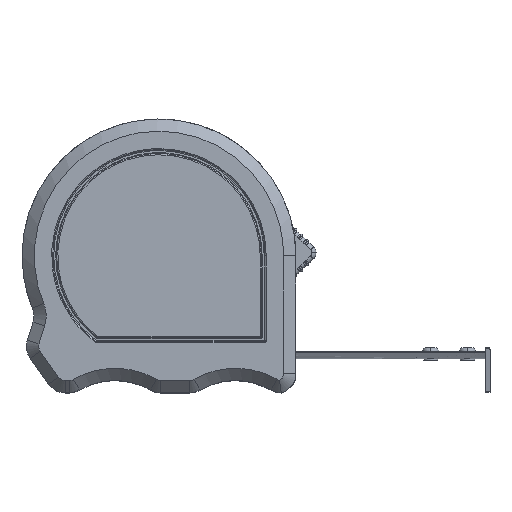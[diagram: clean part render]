
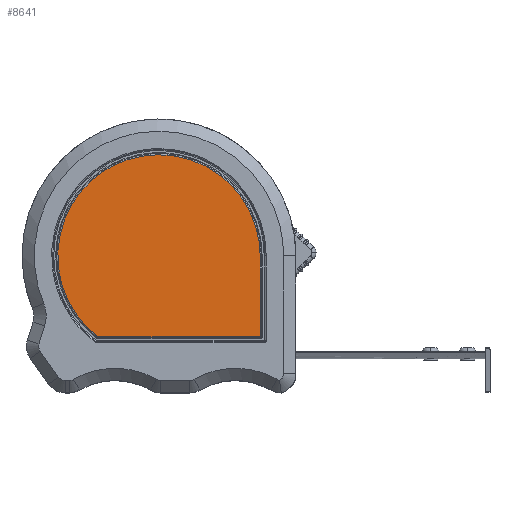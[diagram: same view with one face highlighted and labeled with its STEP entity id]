
A CAD part, top view. The second image highlights one B-rep face of the part: STEP entity #8641.
In plain terms, the highlighted free-form (B-spline) face has degree [1, 1] with [2, 2] control points.
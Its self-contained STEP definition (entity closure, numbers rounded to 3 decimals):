
#8641 = ADVANCED_FACE('',(#8642),#8668,.F.);
#8642 = FACE_BOUND('',#8643,.T.);
#8643 = EDGE_LOOP('',(#8644,#8653,#8660));
#8644 = ORIENTED_EDGE('',*,*,#8645,.F.);
#8645 = EDGE_CURVE('',#8646,#8648,#8650,.T.);
#8646 = VERTEX_POINT('',#8647);
#8647 = CARTESIAN_POINT('',(33.917,-27.065,
    19.185));
#8648 = VERTEX_POINT('',#8649);
#8649 = CARTESIAN_POINT('',(-20.441,-27.065,
    19.185));
#8650 = B_SPLINE_CURVE_WITH_KNOTS('',1,(#8651,#8652),.UNSPECIFIED.,.F.,
  .F.,(2,2),(-39.75,-0.084),.PIECEWISE_BEZIER_KNOTS.);
#8651 = CARTESIAN_POINT('',(33.917,-27.065,
    19.185));
#8652 = CARTESIAN_POINT('',(-20.441,-27.065,
    19.185));
#8653 = ORIENTED_EDGE('',*,*,#8654,.F.);
#8654 = EDGE_CURVE('',#8655,#8646,#8657,.T.);
#8655 = VERTEX_POINT('',#8656);
#8656 = CARTESIAN_POINT('',(33.917,0.,
    19.185));
#8657 = B_SPLINE_CURVE_WITH_KNOTS('',1,(#8658,#8659),.UNSPECIFIED.,.F.,
  .F.,(2,2),(-20.,-0.25),.PIECEWISE_BEZIER_KNOTS.);
#8658 = CARTESIAN_POINT('',(33.917,0.,
    19.185));
#8659 = CARTESIAN_POINT('',(33.917,-27.065,
    19.185));
#8660 = ORIENTED_EDGE('',*,*,#8661,.F.);
#8661 = EDGE_CURVE('',#8648,#8655,#8662,.T.);
#8662 = ( BOUNDED_CURVE() B_SPLINE_CURVE(2,(#8663,#8664,#8665,#8666,
#8667),.UNSPECIFIED.,.F.,.F.) B_SPLINE_CURVE_WITH_KNOTS((3,2,3),(
    2.218,4.25,6.283),
.PIECEWISE_BEZIER_KNOTS.) CURVE() GEOMETRIC_REPRESENTATION_ITEM() 
RATIONAL_B_SPLINE_CURVE((1.,0.526,1.,0.526,1.)) 
REPRESENTATION_ITEM('') );
#8663 = CARTESIAN_POINT('',(-20.441,-27.065,
    19.185));
#8664 = CARTESIAN_POINT('',(-64.151,5.947,
    19.185));
#8665 = CARTESIAN_POINT('',(-15.117,30.362,
    19.185));
#8666 = CARTESIAN_POINT('',(33.917,54.776,
    19.185));
#8667 = CARTESIAN_POINT('',(33.917,0.,
    19.185));
#8668 = B_SPLINE_SURFACE_WITH_KNOTS('',1,1,(
    (#8669,#8670)
    ,(#8671,#8672
  )),.UNSPECIFIED.,.F.,.F.,.F.,(2,2),(2,2),(-24.75,24.75),(-24.75,19.75)
  ,.PIECEWISE_BEZIER_KNOTS.);
#8669 = CARTESIAN_POINT('',(-33.917,33.917,
    19.185));
#8670 = CARTESIAN_POINT('',(-33.917,-27.065,
    19.185));
#8671 = CARTESIAN_POINT('',(33.917,33.917,19.185
    ));
#8672 = CARTESIAN_POINT('',(33.917,-27.065,
    19.185));
